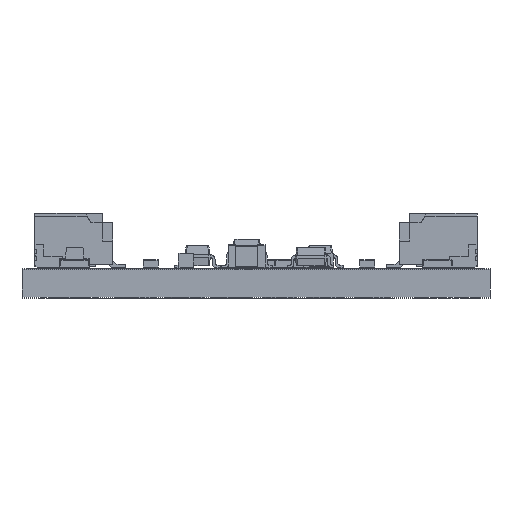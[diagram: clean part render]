
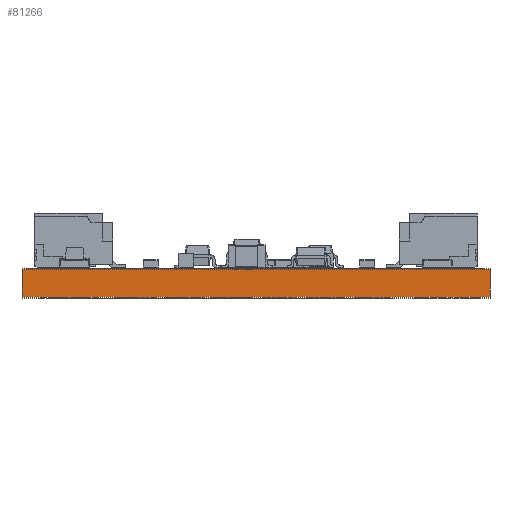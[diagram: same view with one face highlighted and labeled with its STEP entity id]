
A CAD part, front view. The second image highlights one B-rep face of the part: STEP entity #81266.
In plain terms, the highlighted planar face has unit normal (0, -1, 0).
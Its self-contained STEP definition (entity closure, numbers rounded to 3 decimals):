
#81266 = ADVANCED_FACE('',(#81267),#81301,.T.);
#81267 = FACE_BOUND('',#81268,.T.);
#81268 = EDGE_LOOP('',(#81269,#81279,#81287,#81295));
#81269 = ORIENTED_EDGE('',*,*,#81270,.T.);
#81270 = EDGE_CURVE('',#81271,#81273,#81275,.T.);
#81271 = VERTEX_POINT('',#81272);
#81272 = CARTESIAN_POINT('',(25.4,-0.,0.));
#81273 = VERTEX_POINT('',#81274);
#81274 = CARTESIAN_POINT('',(25.4,0.,1.51));
#81275 = LINE('',#81276,#81277);
#81276 = CARTESIAN_POINT('',(25.4,-0.,0.));
#81277 = VECTOR('',#81278,1.);
#81278 = DIRECTION('',(0.,0.,1.));
#81279 = ORIENTED_EDGE('',*,*,#81280,.T.);
#81280 = EDGE_CURVE('',#81273,#81281,#81283,.T.);
#81281 = VERTEX_POINT('',#81282);
#81282 = CARTESIAN_POINT('',(0.,0.,1.51));
#81283 = LINE('',#81284,#81285);
#81284 = CARTESIAN_POINT('',(25.4,0.,1.51));
#81285 = VECTOR('',#81286,1.);
#81286 = DIRECTION('',(-1.,0.,0.));
#81287 = ORIENTED_EDGE('',*,*,#81288,.F.);
#81288 = EDGE_CURVE('',#81289,#81281,#81291,.T.);
#81289 = VERTEX_POINT('',#81290);
#81290 = CARTESIAN_POINT('',(0.,-0.,0.));
#81291 = LINE('',#81292,#81293);
#81292 = CARTESIAN_POINT('',(0.,-0.,0.));
#81293 = VECTOR('',#81294,1.);
#81294 = DIRECTION('',(0.,0.,1.));
#81295 = ORIENTED_EDGE('',*,*,#81296,.F.);
#81296 = EDGE_CURVE('',#81271,#81289,#81297,.T.);
#81297 = LINE('',#81298,#81299);
#81298 = CARTESIAN_POINT('',(25.4,-0.,0.));
#81299 = VECTOR('',#81300,1.);
#81300 = DIRECTION('',(-1.,0.,0.));
#81301 = PLANE('',#81302);
#81302 = AXIS2_PLACEMENT_3D('',#81303,#81304,#81305);
#81303 = CARTESIAN_POINT('',(25.4,0.,0.));
#81304 = DIRECTION('',(0.,-1.,0.));
#81305 = DIRECTION('',(-1.,0.,0.));
